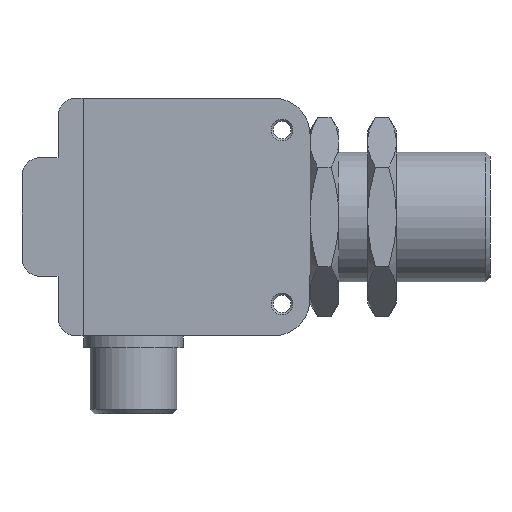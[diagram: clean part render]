
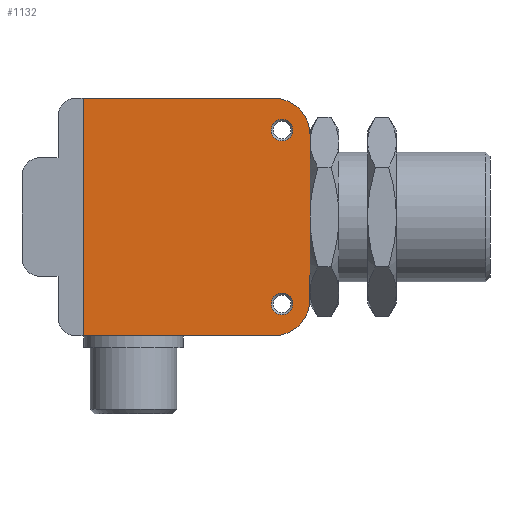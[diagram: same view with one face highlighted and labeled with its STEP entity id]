
A CAD part, front view. The second image highlights one B-rep face of the part: STEP entity #1132.
In plain terms, the highlighted planar face has unit normal (0, -1, 0).
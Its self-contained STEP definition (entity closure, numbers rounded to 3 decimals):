
#806=CARTESIAN_POINT('POINT51',(-30.385,-9.004,12.065));
#807=VERTEX_POINT('VERTEX51',#806);
#815=CARTESIAN_POINT('POINT52',(-27.385,-9.004,12.065));
#816=VERTEX_POINT('VERTEX52',#815);
#823=CARTESIAN_POINT('POS92',(-28.885,-9.004,12.065));
#824=DIRECTION('DIR133',(0.,1.,0.));
#825=DIRECTION('DIR134',(1.,0.,0.));
#826=AXIS2_PLACEMENT_3D('AXIS42',#823,#824,#825);
#827=CIRCLE('ELLIPSE18',#826,1.5);
#828=EDGE_CURVE('EDGE79',#807,#816,#827,.T.);
#839=EDGE_CURVE('EDGE80',#816,#807,#827,.T.);
#846=CARTESIAN_POINT('POINT53',(-30.385,-9.004,-12.065))
   ;
#847=VERTEX_POINT('VERTEX53',#846);
#855=CARTESIAN_POINT('POINT54',(-27.385,-9.004,-12.065))
   ;
#856=VERTEX_POINT('VERTEX54',#855);
#863=CARTESIAN_POINT('POS96',(-28.885,-9.004,-12.065));
#864=DIRECTION('DIR139',(0.,1.,0.));
#865=DIRECTION('DIR140',(1.,0.,0.));
#866=AXIS2_PLACEMENT_3D('AXIS44',#863,#864,#865);
#867=CIRCLE('ELLIPSE19',#866,1.5);
#868=EDGE_CURVE('EDGE83',#847,#856,#867,.T.);
#879=EDGE_CURVE('EDGE84',#856,#847,#867,.T.);
#890=CARTESIAN_POINT('POINT55',(-30.08,-9.004,-16.51));
#891=VERTEX_POINT('VERTEX55',#890);
#892=CARTESIAN_POINT('POINT56',(-56.475,-9.004,-16.51))
   ;
#893=VERTEX_POINT('VERTEX56',#892);
#894=CARTESIAN_POINT('POS98',(-56.475,-9.004,-16.51));
#895=DIRECTION('DIR143',(-1.,0.,
   0.));
#896=VECTOR('VEC53',#895,25.4);
#897=LINE('STRAIGHT53',#894,#896);
#898=EDGE_CURVE('EDGE85',#891,#893,#897,.T.);
#930=CARTESIAN_POINT('POINT59',(-56.475,-9.004,16.51));
#931=VERTEX_POINT('VERTEX59',#930);
#932=CARTESIAN_POINT('POINT60',(-30.08,-9.004,
   16.51));
#933=VERTEX_POINT('VERTEX60',#932);
#934=CARTESIAN_POINT('POS103',(-30.08,-9.004,16.51));
#935=DIRECTION('DIR149',(1.,0.,
   0.));
#936=VECTOR('VEC57',#935,25.4);
#937=LINE('STRAIGHT57',#934,#936);
#938=EDGE_CURVE('EDGE89',#931,#933,#937,.T.);
#976=CARTESIAN_POINT('POS108',(-56.475,-9.004,16.51));
#977=DIRECTION('DIR155',(0.,0.,1.));
#978=VECTOR('VEC61',#977,25.4);
#979=LINE('STRAIGHT61',#976,#978);
#980=EDGE_CURVE('EDGE93',#893,#931,#979,.T.);
#1078=ORIENTED_EDGE('COEDGE189',*,*,#879,.T.);
#1079=ORIENTED_EDGE('COEDGE190',*,*,#868,.T.);
#1080=EDGE_LOOP('NONE',(#1078,#1079));
#1081=FACE_BOUND('LOOP1',#1080,.T.);
#1082=ORIENTED_EDGE('COEDGE191',*,*,#839,.T.);
#1083=ORIENTED_EDGE('COEDGE192',*,*,#828,.T.);
#1084=EDGE_LOOP('NONE',(#1082,#1083));
#1085=FACE_BOUND('LOOP1',#1084,.T.);
#1086=ORIENTED_EDGE('COEDGE193',*,*,#980,.F.);
#1087=ORIENTED_EDGE('COEDGE194',*,*,#898,.F.);
#1088=CARTESIAN_POINT('POINT67',(-25.,-9.004,
   -11.43));
#1089=VERTEX_POINT('VERTEX67',#1088);
#1090=CARTESIAN_POINT('POS119',(-30.08,-9.004,
   -11.43));
#1091=DIRECTION('DIR171',(0.,1.,0.));
#1092=DIRECTION('DIR172',(0.,0.,
   -1.));
#1093=AXIS2_PLACEMENT_3D('AXIS53',#1090,#1091,#1092);
#1094=CIRCLE('ELLIPSE22',#1093,5.08);
#1095=EDGE_CURVE('EDGE103',#1089,#891,#1094,.T.);
#1096=ORIENTED_EDGE('COEDGE195',*,*,#1095,.F.);
#1097=CARTESIAN_POINT('POINT68',(-25.,-9.004,
   -7.932));
#1098=VERTEX_POINT('VERTEX68',#1097);
#1099=CARTESIAN_POINT('POS120',(-25.,-9.004,-11.43));
#1100=DIRECTION('DIR173',(0.,0.,-1.));
#1101=VECTOR('VEC67',#1100,25.4);
#1102=LINE('STRAIGHT67',#1099,#1101);
#1103=EDGE_CURVE('EDGE104',#1098,#1089,#1102,.T.);
#1104=ORIENTED_EDGE('COEDGE196',*,*,#1103,.F.);
#1105=CARTESIAN_POINT('POINT69',(-25.,-9.004,
   7.932));
#1106=VERTEX_POINT('VERTEX69',#1105);
#1107=CARTESIAN_POINT('POS121',(-25.,-9.004,
   -3.464));
#1108=DIRECTION('DIR174',(0.,0.,
   -1.));
#1109=VECTOR('VEC68',#1108,25.4);
#1110=LINE('STRAIGHT68',#1107,#1109);
#1111=EDGE_CURVE('EDGE105',#1106,#1098,#1110,.T.);
#1112=ORIENTED_EDGE('COEDGE197',*,*,#1111,.F.);
#1113=CARTESIAN_POINT('POINT70',(-25.,-9.004,11.43));
#1114=VERTEX_POINT('VERTEX70',#1113);
#1115=EDGE_CURVE('EDGE106',#1114,#1106,#1102,.T.);
#1116=ORIENTED_EDGE('COEDGE198',*,*,#1115,.F.);
#1117=CARTESIAN_POINT('POS122',(-30.08,-9.004,
   11.43));
#1118=DIRECTION('DIR175',(0.,1.,0.));
#1119=DIRECTION('DIR176',(1.,0.,
   0.));
#1120=AXIS2_PLACEMENT_3D('AXIS54',#1117,#1118,#1119);
#1121=CIRCLE('ELLIPSE23',#1120,5.08);
#1122=EDGE_CURVE('EDGE107',#933,#1114,#1121,.T.);
#1123=ORIENTED_EDGE('COEDGE199',*,*,#1122,.F.);
#1124=ORIENTED_EDGE('COEDGE200',*,*,#938,.F.);
#1125=EDGE_LOOP('NONE',(#1086,#1087,#1096,#1104,#1112,#1116,#1123,#1124)
   );
#1126=FACE_BOUND('LOOP1',#1125,.T.);
#1127=CARTESIAN_POINT('POS123',(-41.326,-9.004,
   0.));
#1128=DIRECTION('DIR177',(0.,-1.,0.));
#1129=DIRECTION('DIR178',(1.,0.,0.));
#1130=AXIS2_PLACEMENT_3D('AXIS55',#1127,#1128,#1129);
#1131=PLANE('PLANE19',#1130);
#1132=ADVANCED_FACE('FACE42',(#1081,#1085,#1126),#1131,.T.);
